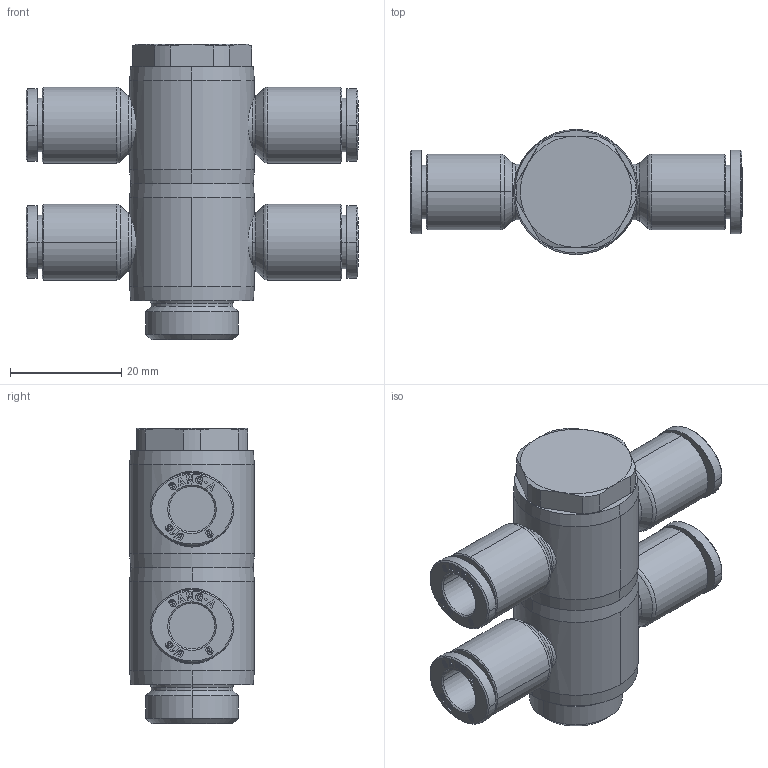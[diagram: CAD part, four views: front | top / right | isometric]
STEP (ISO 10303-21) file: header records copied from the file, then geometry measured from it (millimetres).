
FILE_DESCRIPTION (( 'STEP AP214' ), '1' );
FILE_NAME ('PGT08-G03(2).STEP', '2015-11-03T09:36:39', ( '' ), ( '' ), 'SwSTEP 2.0', 'SolidWorks 2015', '' );
FILE_SCHEMA (( 'AUTOMOTIVE_DESIGN' ));
Length unit declared in the file: millimetre
Products named in the file (2): ｦ+ﾃｦ1; PGT08-G03(2)
Assembly tree (1 placements, depth 2):
  PGT08-G03(2)
    ｦ+ﾃｦ1
Bounding box: 59.6 x 22.4 x 53 mm (x, y, z)
Volume: 20960.3 mm3; surface area: 16781.4 mm2
Topology: 1 solids, 1 shells, 1649 faces, 4628 edges, 3064 vertices
Faces by surface type: plane 1360, bspline 128, cylinder 86, cone 67, torus 8
Entity records: 57224 total; most frequent: CARTESIAN_POINT 14454, ORIENTED_EDGE 9252, DIRECTION 7621, EDGE_CURVE 4626, LINE 4019, VECTOR 4019, VERTEX_POINT 3064, AXIS2_PLACEMENT_3D 1801
